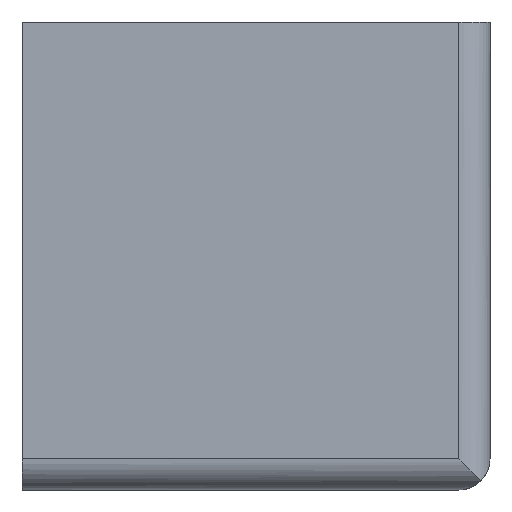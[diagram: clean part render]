
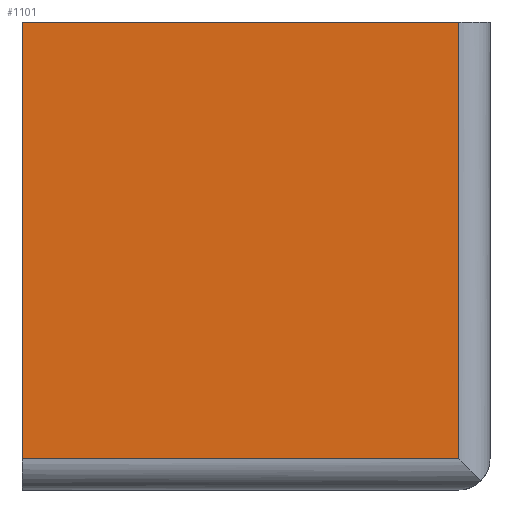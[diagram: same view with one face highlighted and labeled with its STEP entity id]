
A CAD part, left-side view. The second image highlights one B-rep face of the part: STEP entity #1101.
In plain terms, the highlighted planar face has unit normal (-1, 0, 0).
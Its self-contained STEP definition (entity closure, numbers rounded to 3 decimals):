
#1036 = CYLINDRICAL_SURFACE('',#1037,2.);
#1037 = AXIS2_PLACEMENT_3D('',#1038,#1039,#1040);
#1038 = CARTESIAN_POINT('',(2.,30.,2.));
#1039 = DIRECTION('',(-0.,1.,0.));
#1040 = DIRECTION('',(0.,0.,-1.));
#1064 = PLANE('',#1065);
#1065 = AXIS2_PLACEMENT_3D('',#1066,#1067,#1068);
#1066 = CARTESIAN_POINT('',(30.,30.,30.));
#1067 = DIRECTION('',(0.,-1.,0.));
#1068 = DIRECTION('',(0.,0.,-1.));
#1101 = ADVANCED_FACE('',(#1102),#1116,.F.);
#1102 = FACE_BOUND('',#1103,.T.);
#1103 = EDGE_LOOP('',(#1104,#1134,#1162,#1190));
#1104 = ORIENTED_EDGE('',*,*,#1105,.T.);
#1105 = EDGE_CURVE('',#1106,#1108,#1110,.T.);
#1106 = VERTEX_POINT('',#1107);
#1107 = CARTESIAN_POINT('',(0.,30.,2.));
#1108 = VERTEX_POINT('',#1109);
#1109 = CARTESIAN_POINT('',(0.,2.,2.));
#1110 = SURFACE_CURVE('',#1111,(#1115,#1127),.PCURVE_S1.);
#1111 = LINE('',#1112,#1113);
#1112 = CARTESIAN_POINT('',(0.,30.,2.));
#1113 = VECTOR('',#1114,1.);
#1114 = DIRECTION('',(-0.,-1.,-0.));
#1115 = PCURVE('',#1116,#1121);
#1116 = PLANE('',#1117);
#1117 = AXIS2_PLACEMENT_3D('',#1118,#1119,#1120);
#1118 = CARTESIAN_POINT('',(0.,30.,30.));
#1119 = DIRECTION('',(1.,0.,-0.));
#1120 = DIRECTION('',(-0.,0.,-1.));
#1121 = DEFINITIONAL_REPRESENTATION('',(#1122),#1126);
#1122 = LINE('',#1123,#1124);
#1123 = CARTESIAN_POINT('',(28.,0.));
#1124 = VECTOR('',#1125,1.);
#1125 = DIRECTION('',(0.,-1.));
#1126 = ( GEOMETRIC_REPRESENTATION_CONTEXT(2) 
PARAMETRIC_REPRESENTATION_CONTEXT() REPRESENTATION_CONTEXT('2D SPACE',''
  ) );
#1127 = PCURVE('',#1036,#1128);
#1128 = DEFINITIONAL_REPRESENTATION('',(#1129),#1133);
#1129 = LINE('',#1130,#1131);
#1130 = CARTESIAN_POINT('',(1.571,0.));
#1131 = VECTOR('',#1132,1.);
#1132 = DIRECTION('',(0.,-1.));
#1133 = ( GEOMETRIC_REPRESENTATION_CONTEXT(2) 
PARAMETRIC_REPRESENTATION_CONTEXT() REPRESENTATION_CONTEXT('2D SPACE',''
  ) );
#1134 = ORIENTED_EDGE('',*,*,#1135,.F.);
#1135 = EDGE_CURVE('',#1136,#1108,#1138,.T.);
#1136 = VERTEX_POINT('',#1137);
#1137 = CARTESIAN_POINT('',(0.,2.,30.));
#1138 = SURFACE_CURVE('',#1139,(#1143,#1150),.PCURVE_S1.);
#1139 = LINE('',#1140,#1141);
#1140 = CARTESIAN_POINT('',(0.,2.,30.));
#1141 = VECTOR('',#1142,1.);
#1142 = DIRECTION('',(-0.,-0.,-1.));
#1143 = PCURVE('',#1116,#1144);
#1144 = DEFINITIONAL_REPRESENTATION('',(#1145),#1149);
#1145 = LINE('',#1146,#1147);
#1146 = CARTESIAN_POINT('',(-0.,-28.));
#1147 = VECTOR('',#1148,1.);
#1148 = DIRECTION('',(1.,-0.));
#1149 = ( GEOMETRIC_REPRESENTATION_CONTEXT(2) 
PARAMETRIC_REPRESENTATION_CONTEXT() REPRESENTATION_CONTEXT('2D SPACE',''
  ) );
#1150 = PCURVE('',#1151,#1156);
#1151 = CYLINDRICAL_SURFACE('',#1152,2.);
#1152 = AXIS2_PLACEMENT_3D('',#1153,#1154,#1155);
#1153 = CARTESIAN_POINT('',(2.,2.,30.));
#1154 = DIRECTION('',(0.,-0.,1.));
#1155 = DIRECTION('',(-1.,0.,0.));
#1156 = DEFINITIONAL_REPRESENTATION('',(#1157),#1161);
#1157 = LINE('',#1158,#1159);
#1158 = CARTESIAN_POINT('',(0.,0.));
#1159 = VECTOR('',#1160,1.);
#1160 = DIRECTION('',(0.,-1.));
#1161 = ( GEOMETRIC_REPRESENTATION_CONTEXT(2) 
PARAMETRIC_REPRESENTATION_CONTEXT() REPRESENTATION_CONTEXT('2D SPACE',''
  ) );
#1162 = ORIENTED_EDGE('',*,*,#1163,.F.);
#1163 = EDGE_CURVE('',#1164,#1136,#1166,.T.);
#1164 = VERTEX_POINT('',#1165);
#1165 = CARTESIAN_POINT('',(0.,30.,30.));
#1166 = SURFACE_CURVE('',#1167,(#1171,#1178),.PCURVE_S1.);
#1167 = LINE('',#1168,#1169);
#1168 = CARTESIAN_POINT('',(0.,30.,30.));
#1169 = VECTOR('',#1170,1.);
#1170 = DIRECTION('',(0.,-1.,0.));
#1171 = PCURVE('',#1116,#1172);
#1172 = DEFINITIONAL_REPRESENTATION('',(#1173),#1177);
#1173 = LINE('',#1174,#1175);
#1174 = CARTESIAN_POINT('',(0.,0.));
#1175 = VECTOR('',#1176,1.);
#1176 = DIRECTION('',(-0.,-1.));
#1177 = ( GEOMETRIC_REPRESENTATION_CONTEXT(2) 
PARAMETRIC_REPRESENTATION_CONTEXT() REPRESENTATION_CONTEXT('2D SPACE',''
  ) );
#1178 = PCURVE('',#1179,#1184);
#1179 = PLANE('',#1180);
#1180 = AXIS2_PLACEMENT_3D('',#1181,#1182,#1183);
#1181 = CARTESIAN_POINT('',(0.,0.,30.));
#1182 = DIRECTION('',(0.,0.,1.));
#1183 = DIRECTION('',(1.,0.,-0.));
#1184 = DEFINITIONAL_REPRESENTATION('',(#1185),#1189);
#1185 = LINE('',#1186,#1187);
#1186 = CARTESIAN_POINT('',(0.,30.));
#1187 = VECTOR('',#1188,1.);
#1188 = DIRECTION('',(0.,-1.));
#1189 = ( GEOMETRIC_REPRESENTATION_CONTEXT(2) 
PARAMETRIC_REPRESENTATION_CONTEXT() REPRESENTATION_CONTEXT('2D SPACE',''
  ) );
#1190 = ORIENTED_EDGE('',*,*,#1191,.T.);
#1191 = EDGE_CURVE('',#1164,#1106,#1192,.T.);
#1192 = SURFACE_CURVE('',#1193,(#1197,#1204),.PCURVE_S1.);
#1193 = LINE('',#1194,#1195);
#1194 = CARTESIAN_POINT('',(0.,30.,30.));
#1195 = VECTOR('',#1196,1.);
#1196 = DIRECTION('',(-0.,-0.,-1.));
#1197 = PCURVE('',#1116,#1198);
#1198 = DEFINITIONAL_REPRESENTATION('',(#1199),#1203);
#1199 = LINE('',#1200,#1201);
#1200 = CARTESIAN_POINT('',(0.,0.));
#1201 = VECTOR('',#1202,1.);
#1202 = DIRECTION('',(1.,-0.));
#1203 = ( GEOMETRIC_REPRESENTATION_CONTEXT(2) 
PARAMETRIC_REPRESENTATION_CONTEXT() REPRESENTATION_CONTEXT('2D SPACE',''
  ) );
#1204 = PCURVE('',#1064,#1205);
#1205 = DEFINITIONAL_REPRESENTATION('',(#1206),#1210);
#1206 = LINE('',#1207,#1208);
#1207 = CARTESIAN_POINT('',(0.,-30.));
#1208 = VECTOR('',#1209,1.);
#1209 = DIRECTION('',(1.,0.));
#1210 = ( GEOMETRIC_REPRESENTATION_CONTEXT(2) 
PARAMETRIC_REPRESENTATION_CONTEXT() REPRESENTATION_CONTEXT('2D SPACE',''
  ) );
